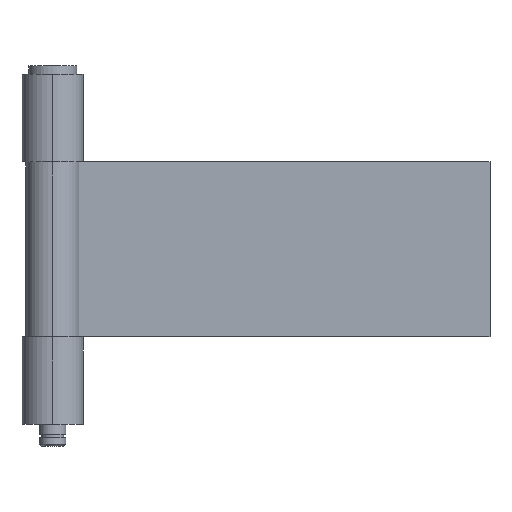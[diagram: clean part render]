
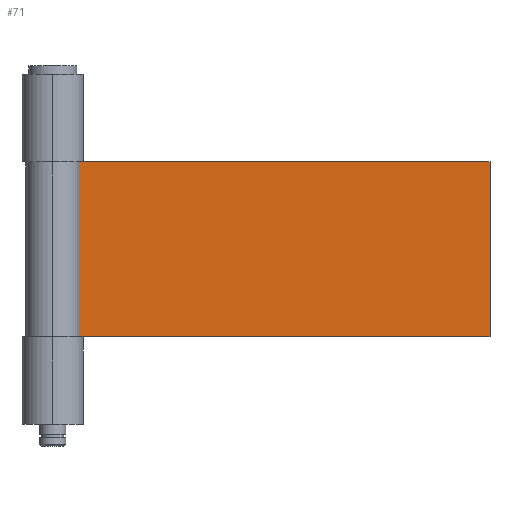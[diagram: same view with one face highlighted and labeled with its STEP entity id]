
A CAD part, top view. The second image highlights one B-rep face of the part: STEP entity #71.
In plain terms, the highlighted planar face has unit normal (0, 0, 1).
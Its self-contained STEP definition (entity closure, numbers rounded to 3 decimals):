
#7 = VERTEX_POINT ( 'NONE', #341 ) ;
#11 = VERTEX_POINT ( 'NONE', #323 ) ;
#18 = ORIENTED_EDGE ( 'NONE', *, *, #20, .F. ) ;
#19 = ORIENTED_EDGE ( 'NONE', *, *, #44, .T. ) ;
#20 = EDGE_CURVE ( 'NONE', #11, #7, #377, .T. ) ;
#21 = ORIENTED_EDGE ( 'NONE', *, *, #88, .F. ) ;
#22 = ORIENTED_EDGE ( 'NONE', *, *, #70, .T. ) ;
#32 = VERTEX_POINT ( 'NONE', #362 ) ;
#44 = EDGE_CURVE ( 'NONE', #32, #53, #398, .T. ) ;
#53 = VERTEX_POINT ( 'NONE', #434 ) ;
#70 = EDGE_CURVE ( 'NONE', #53, #7, #423, .T. ) ;
#71 = ADVANCED_FACE ( 'NONE', ( #419 ), #481, .F. ) ;
#73 = EDGE_LOOP ( 'NONE', ( #22, #18, #21, #19 ) ) ;
#88 = EDGE_CURVE ( 'NONE', #32, #11, #454, .T. ) ;
#323 = CARTESIAN_POINT ( 'NONE',  ( 100., 40., 1.4 ) ) ;
#341 = CARTESIAN_POINT ( 'NONE',  ( 100., 0., 1.4 ) ) ;
#362 = CARTESIAN_POINT ( 'NONE',  ( 5.937, 40., 1.4 ) ) ;
#374 = DIRECTION ( 'NONE',  ( 0., -1., 0. ) ) ;
#375 = VECTOR ( 'NONE', #374, 1000. ) ;
#376 = CARTESIAN_POINT ( 'NONE',  ( 100., 40., 1.4 ) ) ;
#377 = LINE ( 'NONE', #376, #375 ) ;
#395 = DIRECTION ( 'NONE',  ( 0., -1., 0. ) ) ;
#396 = VECTOR ( 'NONE', #395, 1000. ) ;
#397 = CARTESIAN_POINT ( 'NONE',  ( 5.937, 40., 1.4 ) ) ;
#398 = LINE ( 'NONE', #397, #396 ) ;
#419 = FACE_OUTER_BOUND ( 'NONE', #73, .T. ) ;
#420 = DIRECTION ( 'NONE',  ( 1., 0., 0. ) ) ;
#421 = VECTOR ( 'NONE', #420, 1000. ) ;
#422 = CARTESIAN_POINT ( 'NONE',  ( 100., 0., 1.4 ) ) ;
#423 = LINE ( 'NONE', #422, #421 ) ;
#434 = CARTESIAN_POINT ( 'NONE',  ( 5.937, 0., 1.4 ) ) ;
#449 = VECTOR ( 'NONE', #514, 1000. ) ;
#450 = CARTESIAN_POINT ( 'NONE',  ( 100., 40., 1.4 ) ) ;
#454 = LINE ( 'NONE', #450, #449 ) ;
#477 = DIRECTION ( 'NONE',  ( -1., 0., 0. ) ) ;
#478 = DIRECTION ( 'NONE',  ( 0., 0., -1. ) ) ;
#479 = CARTESIAN_POINT ( 'NONE',  ( 100., 40., 1.4 ) ) ;
#480 = AXIS2_PLACEMENT_3D ( 'NONE', #479, #478, #477 ) ;
#481 = PLANE ( 'NONE',  #480 ) ;
#514 = DIRECTION ( 'NONE',  ( 1., 0., 0. ) ) ;
